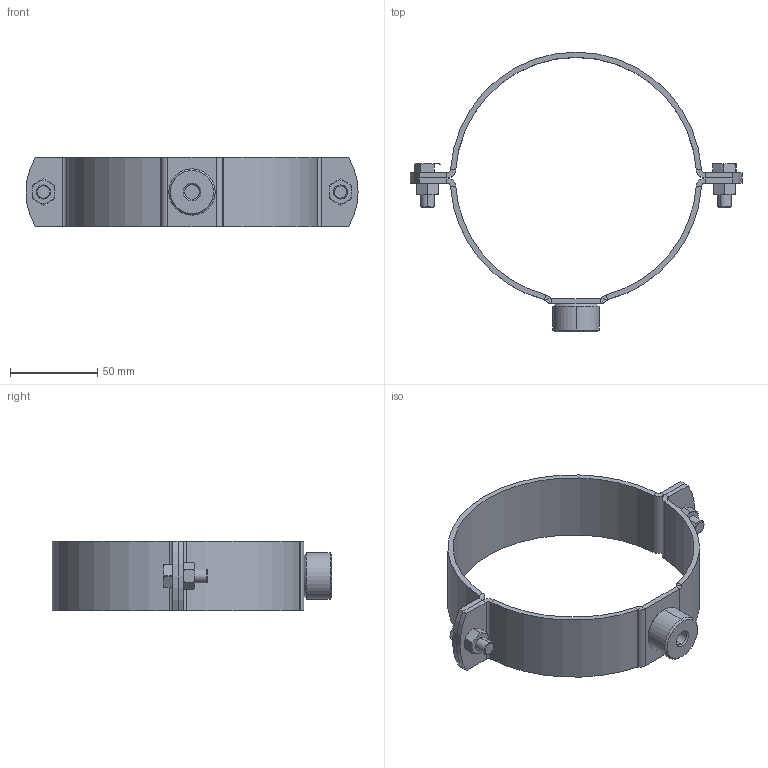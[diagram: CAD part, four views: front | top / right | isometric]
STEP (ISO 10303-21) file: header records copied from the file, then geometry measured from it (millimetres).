
FILE_DESCRIPTION (( 'STEP AP203' ), '1' );
FILE_NAME ('51.838K.STEP', '2024-03-25T13:45:02', ( '' ), ( '' ), 'SwSTEP 2.0', 'SolidWorks 2023', '' );
FILE_SCHEMA (( 'CONFIG_CONTROL_DESIGN' ));
Length unit declared in the file: millimetre
Products named in the file (1): 51.838K
Bounding box: 190 x 160 x 40 mm (x, y, z)
Surface area: 46763.8 mm2 (no closed solid volume)
Topology: 0 solids, 11 shells, 144 faces, 355 edges, 218 vertices
Faces by surface type: plane 64, cone 42, cylinder 38
Entity records: 4451 total; most frequent: CARTESIAN_POINT 1068, DIRECTION 731, ORIENTED_EDGE 601, EDGE_CURVE 355, AXIS2_PLACEMENT_3D 289, VERTEX_POINT 218, VECTOR 153, LINE 153
